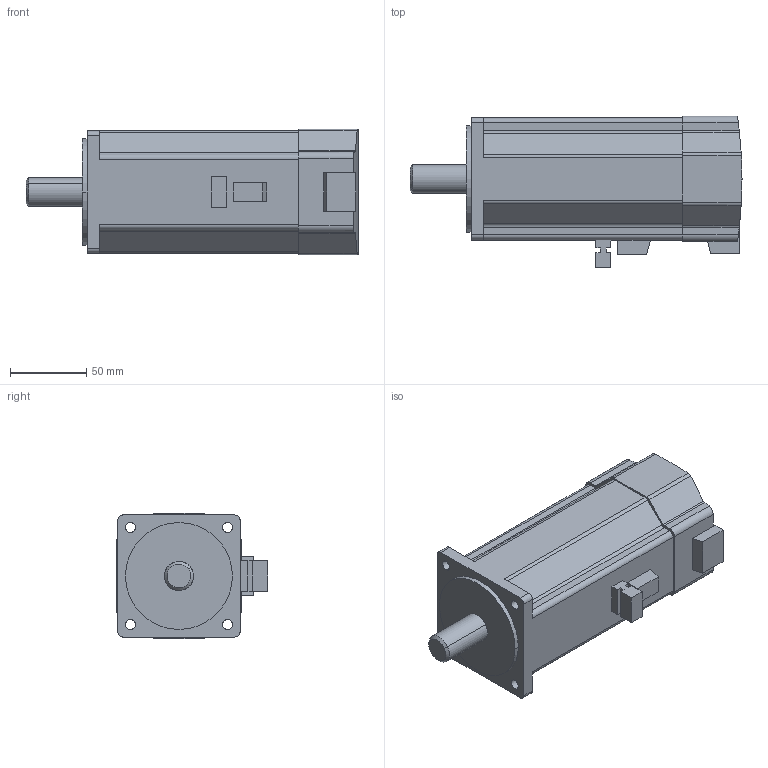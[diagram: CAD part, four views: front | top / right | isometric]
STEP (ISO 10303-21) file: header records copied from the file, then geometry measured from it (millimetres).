
FILE_DESCRIPTION (( 'STEP AP203' ), '1' );
FILE_NAME ('Servo-Motor-HC-KFS73-B-Aratron-STEP.step', '2002-08-21T14:13:03', ( 'Jimmy Richardsson' ), ( 'Cevican AB' ), 'SwSTEP 2.0', 'SolidWorks 2002002', '' );
FILE_SCHEMA (( 'CONFIG_CONTROL_DESIGN' ));
Length unit declared in the file: millimetre
Products named in the file (3): Servo-Motor-HC-KFS73-B-Aratron-STEP; Shaft-HC-KFS-Aratron; Body-HC-KFS-Aratron
Assembly tree (2 placements, depth 2):
  Servo-Motor-HC-KFS73-B-Aratron-STEP
    Shaft-HC-KFS-Aratron
    Body-HC-KFS-Aratron
Bounding box: 217.5 x 99.1 x 82 mm (x, y, z)
Volume: 997239.4 mm3; surface area: 73491.3 mm2
Topology: 2 solids, 2 shells, 103 faces, 280 edges, 186 vertices
Faces by surface type: plane 57, cylinder 44, cone 2
Entity records: 3681 total; most frequent: CARTESIAN_POINT 717, DIRECTION 562, ORIENTED_EDGE 560, EDGE_CURVE 280, AXIS2_PLACEMENT_3D 191, VERTEX_POINT 186, LINE 180, VECTOR 180
